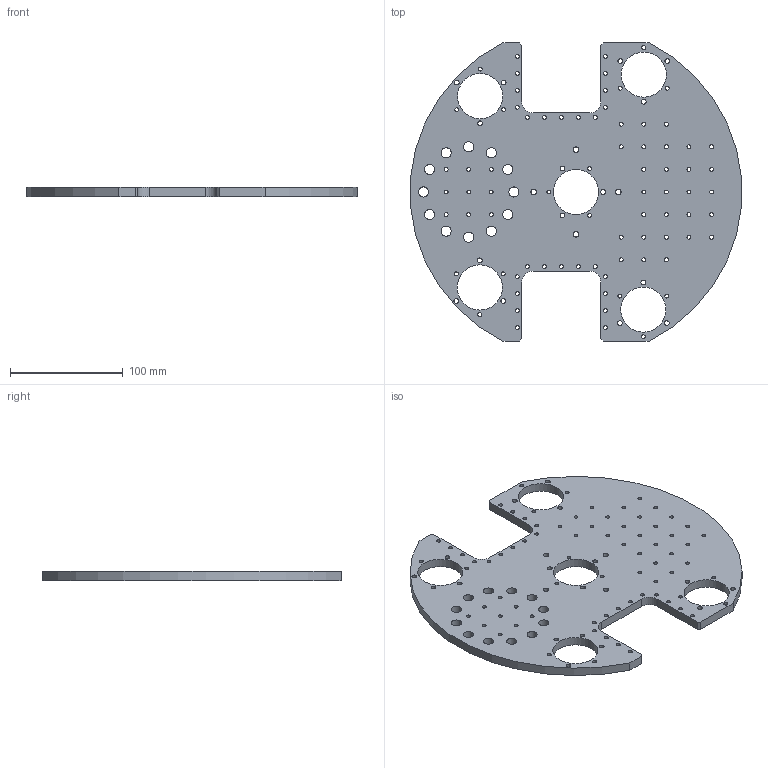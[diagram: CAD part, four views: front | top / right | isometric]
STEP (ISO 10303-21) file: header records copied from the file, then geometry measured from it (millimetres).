
FILE_DESCRIPTION(/* description */ (''),/* implementation_level */ '2;1');
FILE_NAME(/* name */ 'MXC_Plate_drawing.stp',/* time_stamp */ '2025-07-23T17:06:33+02:00',/* author */ ('gaiadaprato'),/* organization */ (''),/* preprocessor_version */ 'ST-DEVELOPER v19.2',/* originating_system */ 'Autodesk Inventor 2024',/* authorisation */ '');
FILE_SCHEMA (('AUTOMOTIVE_DESIGN { 1 0 10303 214 3 1 1 }'));
Length unit declared in the file: millimetre
Products named in the file (1): MXC_Plate_drawing
Bounding box: 292.92 x 264 x 8 mm (x, y, z)
Volume: 388847.3 mm3; surface area: 122936 mm2
Topology: 1 solids, 1 shells, 136 faces, 402 edges, 268 vertices
Faces by surface type: cylinder 120, plane 16
Full cylindrical faces by diameter (mm): 3.459 x78, 4.2 x15, 4.917 x4, 9 x12, 40 x5
Entity records: 5330 total; most frequent: DIRECTION 916, CARTESIAN_POINT 807, ORIENTED_EDGE 804, EDGE_CURVE 402, AXIS2_PLACEMENT_3D 377, EDGE_LOOP 364, VERTEX_POINT 268, CIRCLE 240
